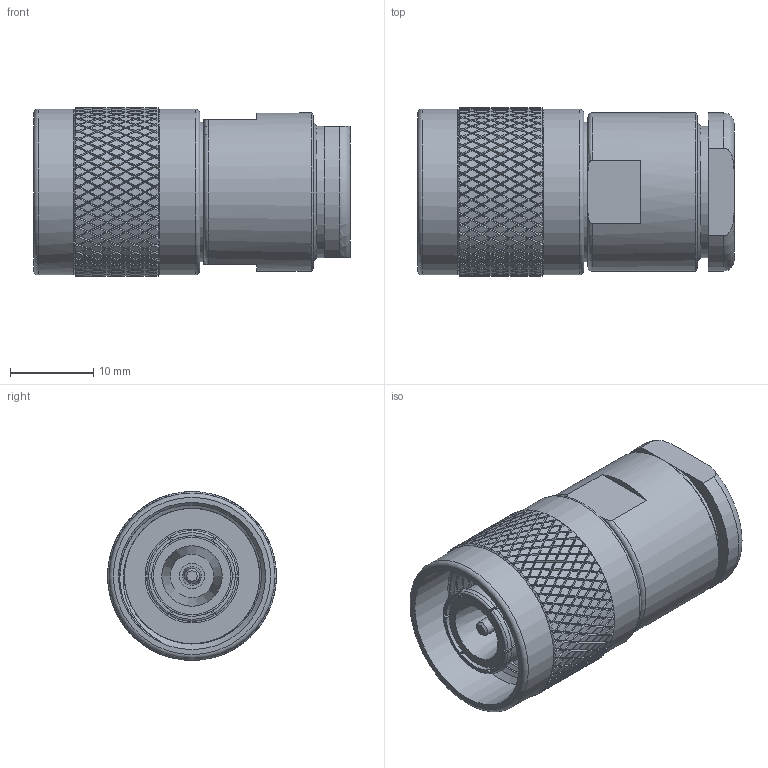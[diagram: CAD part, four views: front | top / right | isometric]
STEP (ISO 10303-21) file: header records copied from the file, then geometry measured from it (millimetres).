
FILE_DESCRIPTION (( 'STEP AP203' ), '1' );
FILE_NAME ('PE4520_3D.STEP', '2020-11-24T16:43:24', ( '' ), ( '' ), 'SwSTEP 2.0', 'SolidWorks 2018', '' );
FILE_SCHEMA (( 'CONFIG_CONTROL_DESIGN' ));
Length unit declared in the file: inch
Products named in the file (1): PE4520_3D
Bounding box: 38.1 x 20.32 x 20.32 mm (x, y, z)
Volume: 7997.2 mm3; surface area: 5696.7 mm2
Topology: 1 solids, 1 shells, 2799 faces, 6057 edges, 3272 vertices
Faces by surface type: bspline 2043, cylinder 583, plane 152, torus 12, cone 9
Full cylindrical faces by diameter (mm): 2.286 x1, 3.048 x1, 9.312 x1, 9.717 x1, 10.52 x1, 11.049 x1, 11.321 x1, 15.811 x1, 16.807 x1, 17.739 x1, 19.05 x1, 19.97 x2
Entity records: 106992 total; most frequent: CARTESIAN_POINT 69780, ORIENTED_EDGE 12040, EDGE_CURVE 6020, VERTEX_POINT 3259, EDGE_LOOP 2835, FACE_OUTER_BOUND 2814, ADVANCED_FACE 2799, DIRECTION 2390
